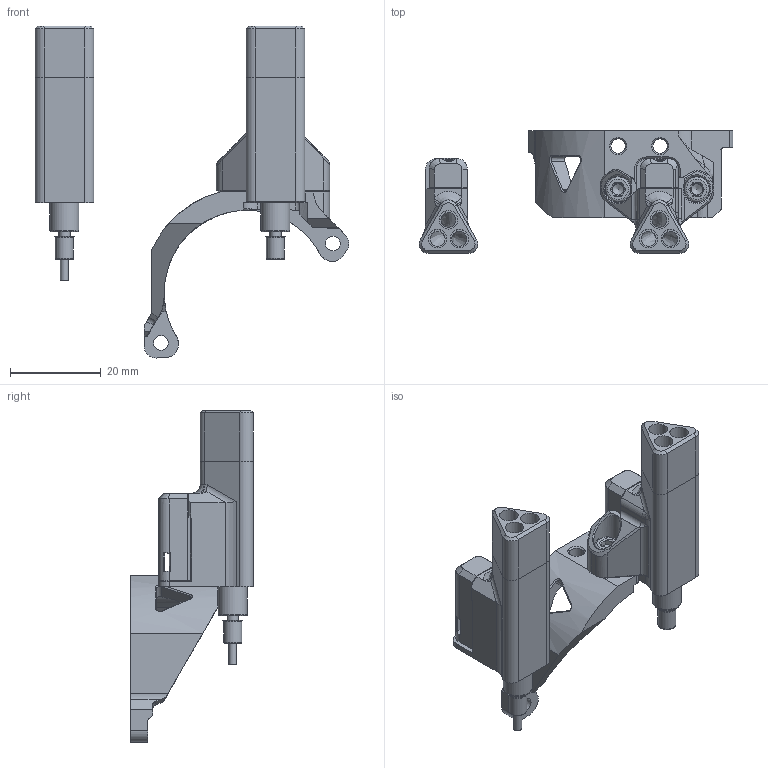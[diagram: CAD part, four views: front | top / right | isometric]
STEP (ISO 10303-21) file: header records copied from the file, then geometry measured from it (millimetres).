
FILE_DESCRIPTION(/* description */ (''),/* implementation_level */ '2;1');
FILE_NAME(/* name */ 'Filament Hub.step',/* time_stamp */ '2024-10-11T15:50:24Z',/* author */ (''),/* organization */ (''),/* preprocessor_version */ 'ST-DEVELOPER v20',/* originating_system */ 'Autodesk Translation Framework v13.20.0.188',/* authorisation */ '');
FILE_SCHEMA (('AUTOMOTIVE_DESIGN { 1 0 10303 214 3 1 1 }'));
Products named in the file (13): Sensor; Micro Switch - Kailh Red; Filament; Ball; FS Body; Plain FS Body; FS Orbiter Mount; HARDWARE; Heat Insert M3 Short 5x4 v9(Mirror); Heat Insert M3 Short 5x4; Screw Button Head M2 8mm; HW1502SC; HW1502SC_1
Assembly tree (13 placements, depth 4):
  Sensor
    Micro Switch - Kailh Red
    Filament
    Ball
    Screw Button Head M2 8mm
    FS Body
    Plain FS Body
    FS Orbiter Mount
      HARDWARE
        Heat Insert M3 Short 5x4 v9(Mirror)
        Heat Insert M3 Short 5x4
        Screw Button Head M2 8mm
        HW1502SC
        HW1502SC_1
Bounding box: 69.27 x 27.14 x 73.27 mm (x, y, z)
Volume: 13859.5 mm3; surface area: 14889.4 mm2
Topology: 18 solids, 18 shells, 978 faces, 2595 edges, 1657 vertices
Faces by surface type: plane 503, cylinder 220, bspline 150, cone 89, torus 13, sphere 3
Full cylindrical faces by diameter (mm): 1 x2, 1.75 x1, 1.9 x1, 2 x2, 2.1 x2, 2.5 x4, 2.529 x12, 2.927 x2, 3.086 x14, 3.21 x2, 3.25 x2, 3.3 x8, 3.5 x2, 3.875 x2, 4 x6, 4.1 x6, 4.25 x2, 4.4 x2, 5.5 x2, 5.84 x2, 6.39 x2
Entity records: 44183 total; most frequent: CARTESIAN_POINT 20849, ORIENTED_EDGE 5112, DIRECTION 4251, EDGE_CURVE 2556, VERTEX_POINT 1639, LINE 1447, VECTOR 1447, AXIS2_PLACEMENT_3D 1402
